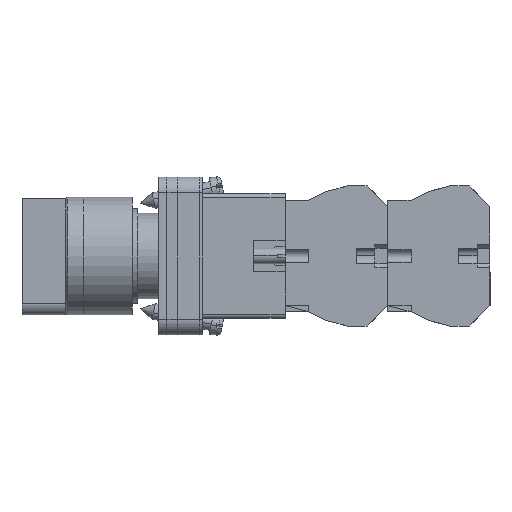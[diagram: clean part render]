
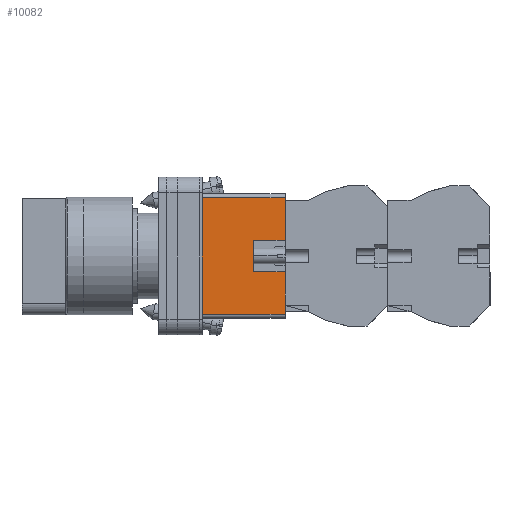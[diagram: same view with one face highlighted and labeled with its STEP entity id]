
A CAD part, left-side view. The second image highlights one B-rep face of the part: STEP entity #10082.
In plain terms, the highlighted face is planar.
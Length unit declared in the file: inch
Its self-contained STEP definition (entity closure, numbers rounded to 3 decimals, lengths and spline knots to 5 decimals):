
#171 = VERTEX_POINT ( 'NONE', #13731 ) ;
#221 = LINE ( 'NONE', #12255, #7134 ) ;
#467 = CARTESIAN_POINT ( 'NONE',  ( -0.58268, -0.41339, 0.58268 ) ) ;
#885 = ORIENTED_EDGE ( 'NONE', *, *, #10898, .F. ) ;
#931 = EDGE_CURVE ( 'NONE', #16016, #9196, #5308, .T. ) ;
#1022 = DIRECTION ( 'NONE',  ( 0., 0., -1. ) ) ;
#1098 = VERTEX_POINT ( 'NONE', #16768 ) ;
#1542 = EDGE_LOOP ( 'NONE', ( #5764, #5142, #5695, #885, #8291, #4630, #16316, #6021 ) ) ;
#2117 = LINE ( 'NONE', #10036, #9044 ) ;
#2150 = AXIS2_PLACEMENT_3D ( 'NONE', #3752, #1022, #10702 ) ;
#3044 = CARTESIAN_POINT ( 'NONE',  ( 0.58268, 0.41339, 0.58268 ) ) ;
#3394 = LINE ( 'NONE', #4602, #17751 ) ;
#3457 = VERTEX_POINT ( 'NONE', #467 ) ;
#3508 = EDGE_CURVE ( 'NONE', #16016, #4062, #7105, .T. ) ;
#3606 = VERTEX_POINT ( 'NONE', #6591 ) ;
#3704 = VECTOR ( 'NONE', #12372, 39.37008 ) ;
#3752 = CARTESIAN_POINT ( 'NONE',  ( 0.62205, 0.41339, 0.58268 ) ) ;
#3933 = DIRECTION ( 'NONE',  ( 1., 0., 0. ) ) ;
#4062 = VERTEX_POINT ( 'NONE', #7544 ) ;
#4127 = LINE ( 'NONE', #10989, #3704 ) ;
#4560 = CARTESIAN_POINT ( 'NONE',  ( 0.15748, -0.41339, 0.58268 ) ) ;
#4602 = CARTESIAN_POINT ( 'NONE',  ( 0.58268, 0.41339, 0.58268 ) ) ;
#4630 = ORIENTED_EDGE ( 'NONE', *, *, #3508, .F. ) ;
#5142 = ORIENTED_EDGE ( 'NONE', *, *, #12028, .T. ) ;
#5308 = LINE ( 'NONE', #5316, #12242 ) ;
#5316 = CARTESIAN_POINT ( 'NONE',  ( 0.62205, -0.41339, 0.58268 ) ) ;
#5695 = ORIENTED_EDGE ( 'NONE', *, *, #7802, .T. ) ;
#5764 = ORIENTED_EDGE ( 'NONE', *, *, #7026, .F. ) ;
#5814 = EDGE_CURVE ( 'NONE', #4062, #171, #9613, .T. ) ;
#6021 = ORIENTED_EDGE ( 'NONE', *, *, #13601, .T. ) ;
#6047 = VECTOR ( 'NONE', #13216, 39.37008 ) ;
#6591 = CARTESIAN_POINT ( 'NONE',  ( -0.15748, -0.41339, 0.58268 ) ) ;
#6735 = CARTESIAN_POINT ( 'NONE',  ( -0.15748, -0.09843, 0.58268 ) ) ;
#7026 = EDGE_CURVE ( 'NONE', #1098, #9014, #4127, .T. ) ;
#7105 = LINE ( 'NONE', #17287, #14047 ) ;
#7134 = VECTOR ( 'NONE', #16499, 39.37008 ) ;
#7544 = CARTESIAN_POINT ( 'NONE',  ( 0.15748, -0.09843, 0.58268 ) ) ;
#7677 = CARTESIAN_POINT ( 'NONE',  ( 0.58268, -0.41339, 0.58268 ) ) ;
#7802 = EDGE_CURVE ( 'NONE', #3457, #3606, #13418, .T. ) ;
#8291 = ORIENTED_EDGE ( 'NONE', *, *, #5814, .F. ) ;
#9014 = VERTEX_POINT ( 'NONE', #3044 ) ;
#9044 = VECTOR ( 'NONE', #14206, 39.37008 ) ;
#9083 = FACE_OUTER_BOUND ( 'NONE', #1542, .T. ) ;
#9196 = VERTEX_POINT ( 'NONE', #7677 ) ;
#9613 = LINE ( 'NONE', #6735, #16146 ) ;
#10036 = CARTESIAN_POINT ( 'NONE',  ( -0.15748, -0.41339, 0.58268 ) ) ;
#10082 = ADVANCED_FACE ( 'NONE', ( #9083 ), #14844, .F. ) ;
#10428 = CARTESIAN_POINT ( 'NONE',  ( 0.62205, -0.41339, 0.58268 ) ) ;
#10702 = DIRECTION ( 'NONE',  ( -1., 0., 0. ) ) ;
#10898 = EDGE_CURVE ( 'NONE', #171, #3606, #2117, .T. ) ;
#10989 = CARTESIAN_POINT ( 'NONE',  ( 0.62205, 0.41339, 0.58268 ) ) ;
#12028 = EDGE_CURVE ( 'NONE', #1098, #3457, #221, .T. ) ;
#12242 = VECTOR ( 'NONE', #3933, 39.37008 ) ;
#12255 = CARTESIAN_POINT ( 'NONE',  ( -0.58268, 0.41339, 0.58268 ) ) ;
#12372 = DIRECTION ( 'NONE',  ( 1., 0., 0. ) ) ;
#13216 = DIRECTION ( 'NONE',  ( 1., 0., 0. ) ) ;
#13418 = LINE ( 'NONE', #10428, #6047 ) ;
#13601 = EDGE_CURVE ( 'NONE', #9196, #9014, #3394, .T. ) ;
#13731 = CARTESIAN_POINT ( 'NONE',  ( -0.15748, -0.09843, 0.58268 ) ) ;
#14047 = VECTOR ( 'NONE', #15863, 39.37008 ) ;
#14206 = DIRECTION ( 'NONE',  ( 0., -1., 0. ) ) ;
#14844 = PLANE ( 'NONE',  #2150 ) ;
#15044 = DIRECTION ( 'NONE',  ( -1., 0., 0. ) ) ;
#15796 = DIRECTION ( 'NONE',  ( 0., 1., 0. ) ) ;
#15863 = DIRECTION ( 'NONE',  ( 0., 1., 0. ) ) ;
#16016 = VERTEX_POINT ( 'NONE', #4560 ) ;
#16146 = VECTOR ( 'NONE', #15044, 39.37008 ) ;
#16316 = ORIENTED_EDGE ( 'NONE', *, *, #931, .T. ) ;
#16499 = DIRECTION ( 'NONE',  ( 0., -1., 0. ) ) ;
#16768 = CARTESIAN_POINT ( 'NONE',  ( -0.58268, 0.41339, 0.58268 ) ) ;
#17287 = CARTESIAN_POINT ( 'NONE',  ( 0.15748, -0.41339, 0.58268 ) ) ;
#17751 = VECTOR ( 'NONE', #15796, 39.37008 ) ;
